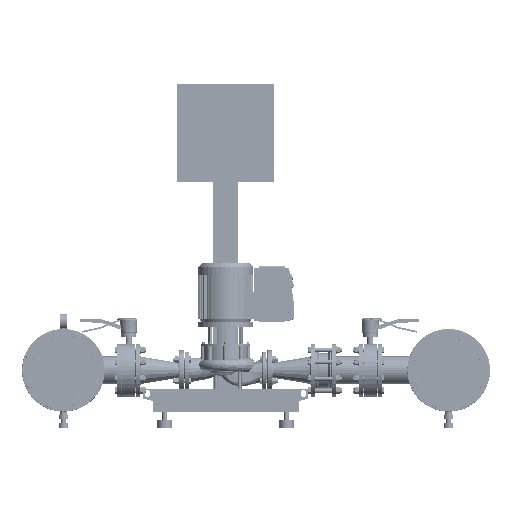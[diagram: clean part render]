
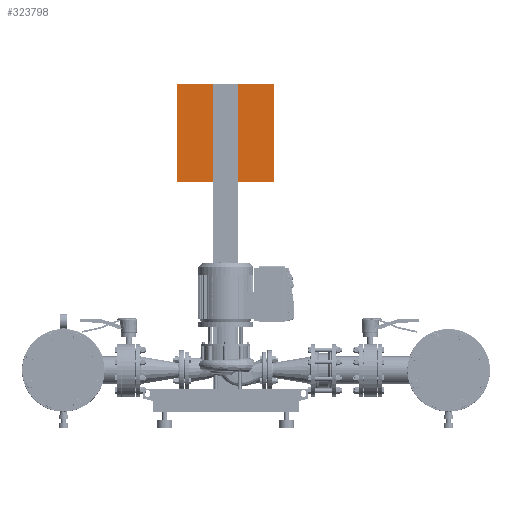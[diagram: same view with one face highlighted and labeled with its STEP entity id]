
A CAD part, left-side view. The second image highlights one B-rep face of the part: STEP entity #323798.
In plain terms, the highlighted planar face has unit normal (-1, 0, 0).
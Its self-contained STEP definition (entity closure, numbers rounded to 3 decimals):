
#323628=CARTESIAN_POINT('',(2060.0,200.,1409.0));
#323629=VERTEX_POINT('',#323628);
#323636=CARTESIAN_POINT('',(2060.0,-200.,1409.0));
#323637=VERTEX_POINT('',#323636);
#323638=CARTESIAN_POINT('',(2060.0,200.,1409.0));
#323639=DIRECTION('',(0.0,-1.0,0.0));
#323640=VECTOR('',#323639,400.0);
#323641=LINE('',#323638,#323640);
#323642=EDGE_CURVE('',#323629,#323637,#323641,.T.);
#323685=CARTESIAN_POINT('',(2060.0,-200.0,1009.0));
#323686=VERTEX_POINT('',#323685);
#323687=CARTESIAN_POINT('',(2060.0,-200.,1409.0));
#323688=DIRECTION('',(0.0,0.0,-1.0));
#323689=VECTOR('',#323688,400.0);
#323690=LINE('',#323687,#323689);
#323691=EDGE_CURVE('',#323637,#323686,#323690,.T.);
#323711=CARTESIAN_POINT('',(2060.0,200.0,1009.0));
#323712=VERTEX_POINT('',#323711);
#323719=CARTESIAN_POINT('',(2060.0,200.0,1009.0));
#323720=DIRECTION('',(0.0,0.0,1.0));
#323721=VECTOR('',#323720,400.0);
#323722=LINE('',#323719,#323721);
#323723=EDGE_CURVE('',#323712,#323629,#323722,.T.);
#323736=CARTESIAN_POINT('',(2060.0,-200.0,1009.0));
#323737=DIRECTION('',(0.0,1.0,0.0));
#323738=VECTOR('',#323737,400.0);
#323739=LINE('',#323736,#323738);
#323740=EDGE_CURVE('',#323686,#323712,#323739,.T.);
#323787=CARTESIAN_POINT('',(2060.0,0.,1209.0));
#323788=DIRECTION('',(1.0,0.0,0.0));
#323789=DIRECTION('',(0.0,1.0,0.0));
#323790=AXIS2_PLACEMENT_3D('',#323787,#323788,#323789);
#323791=PLANE('',#323790);
#323792=ORIENTED_EDGE('',*,*,#323723,.F.);
#323793=ORIENTED_EDGE('',*,*,#323740,.F.);
#323794=ORIENTED_EDGE('',*,*,#323691,.F.);
#323795=ORIENTED_EDGE('',*,*,#323642,.F.);
#323796=EDGE_LOOP('',(#323792,#323793,#323794,#323795));
#323797=FACE_OUTER_BOUND('',#323796,.T.);
#323798=ADVANCED_FACE('',(#323797),#323791,.F.);
